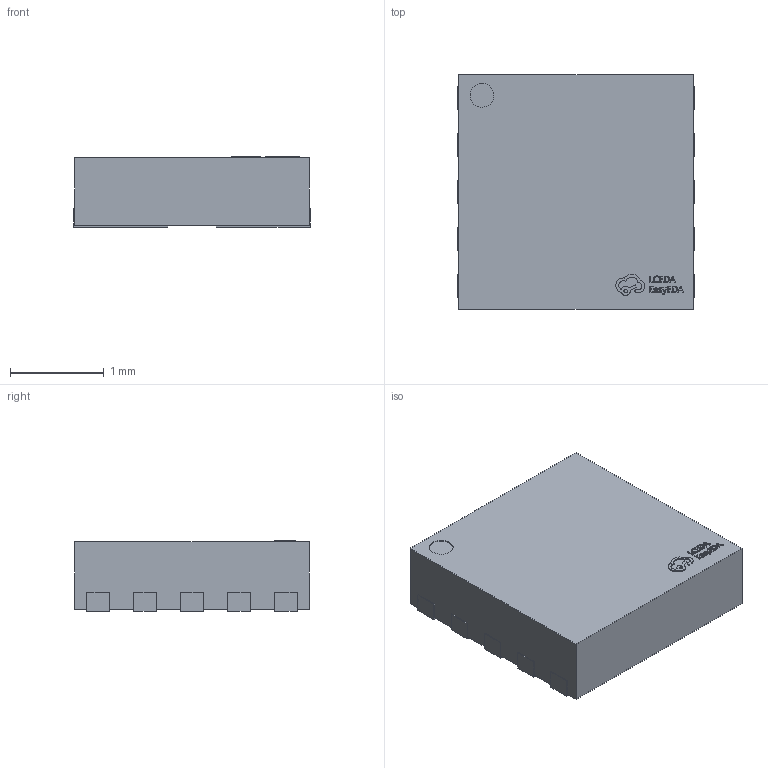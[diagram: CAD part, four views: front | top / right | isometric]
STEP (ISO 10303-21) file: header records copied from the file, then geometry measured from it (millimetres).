
FILE_DESCRIPTION (( 'STEP AP214' ), '1' );
FILE_NAME ('WSON-10_L2.5-W2.5-W0.50-BL.STEP', '2022-08-26T05:38:22', ( '' ), ( '' ), 'SwSTEP 2.0', 'SolidWorks 2020', '' );
FILE_SCHEMA (( 'AUTOMOTIVE_DESIGN' ));
Length unit declared in the file: millimetre
Products named in the file (1): WSON-10_L2.5-W2.5-W0.50-BL
Bounding box: 2.52 x 2.5 x 0.75 mm (x, y, z)
Volume: 4.6 mm3; surface area: 20.3 mm2
Topology: 1 solids, 1 shells, 294 faces, 816 edges, 544 vertices
Faces by surface type: plane 194, bspline 100
Entity records: 13132 total; most frequent: CARTESIAN_POINT 3027, ORIENTED_EDGE 1632, DIRECTION 1002, EDGE_CURVE 816, VECTOR 612, LINE 612, VERTEX_POINT 544, EDGE_LOOP 314
